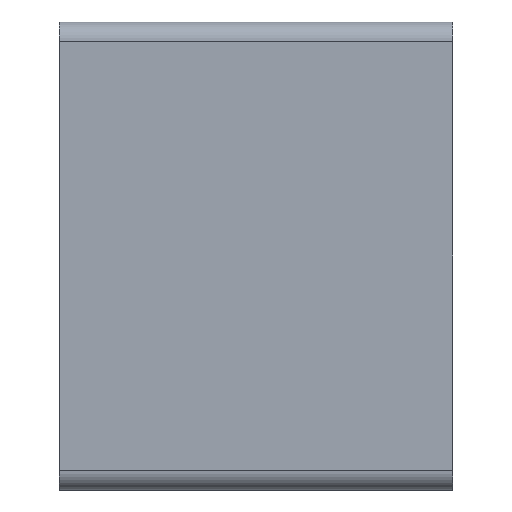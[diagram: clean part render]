
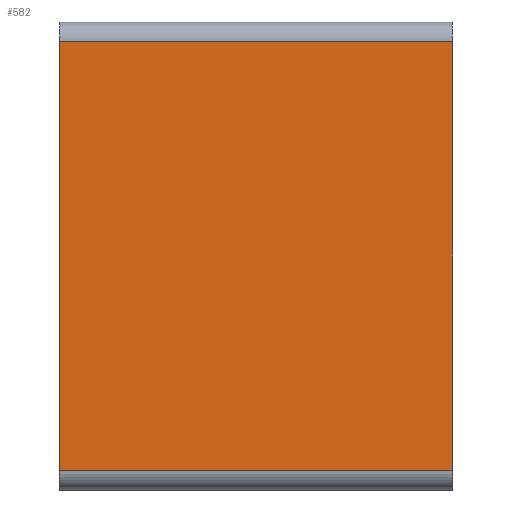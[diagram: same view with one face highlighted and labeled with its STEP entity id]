
A CAD part, left-side view. The second image highlights one B-rep face of the part: STEP entity #582.
In plain terms, the highlighted planar face has unit normal (-1, 0, 0).
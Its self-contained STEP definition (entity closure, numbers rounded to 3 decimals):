
#277=CARTESIAN_POINT('',(-135.5,197.0,-109.));
#278=VERTEX_POINT('',#277);
#296=CARTESIAN_POINT('',(-135.5,-3.0,-109.));
#297=VERTEX_POINT('',#296);
#305=CARTESIAN_POINT('',(-135.5,-3.0,-109.));
#306=DIRECTION('',(0.0,1.0,0.0));
#307=VECTOR('',#306,200.0);
#308=LINE('',#305,#307);
#309=EDGE_CURVE('',#297,#278,#308,.T.);
#362=CARTESIAN_POINT('',(-135.5,-3.0,109.));
#363=VERTEX_POINT('',#362);
#371=CARTESIAN_POINT('',(-135.5,-3.0,109.));
#372=DIRECTION('',(0.0,0.0,-1.0));
#373=VECTOR('',#372,218.0);
#374=LINE('',#371,#373);
#375=EDGE_CURVE('',#363,#297,#374,.T.);
#512=CARTESIAN_POINT('',(-135.5,197.0,109.));
#513=VERTEX_POINT('',#512);
#521=CARTESIAN_POINT('',(-135.5,197.0,109.));
#522=DIRECTION('',(0.0,-1.0,0.0));
#523=VECTOR('',#522,200.0);
#524=LINE('',#521,#523);
#525=EDGE_CURVE('',#513,#363,#524,.T.);
#566=CARTESIAN_POINT('',(-135.5,0.0,-119.));
#567=DIRECTION('',(-1.0,0.0,0.0));
#568=DIRECTION('',(0.0,0.0,1.0));
#569=AXIS2_PLACEMENT_3D('',#566,#567,#568);
#570=PLANE('',#569);
#571=ORIENTED_EDGE('',*,*,#309,.F.);
#572=ORIENTED_EDGE('',*,*,#375,.F.);
#573=ORIENTED_EDGE('',*,*,#525,.F.);
#574=CARTESIAN_POINT('',(-135.5,197.0,-109.));
#575=DIRECTION('',(0.0,0.0,1.0));
#576=VECTOR('',#575,218.0);
#577=LINE('',#574,#576);
#578=EDGE_CURVE('',#278,#513,#577,.T.);
#579=ORIENTED_EDGE('',*,*,#578,.F.);
#580=EDGE_LOOP('',(#571,#572,#573,#579));
#581=FACE_OUTER_BOUND('',#580,.T.);
#582=ADVANCED_FACE('',(#581),#570,.T.);
